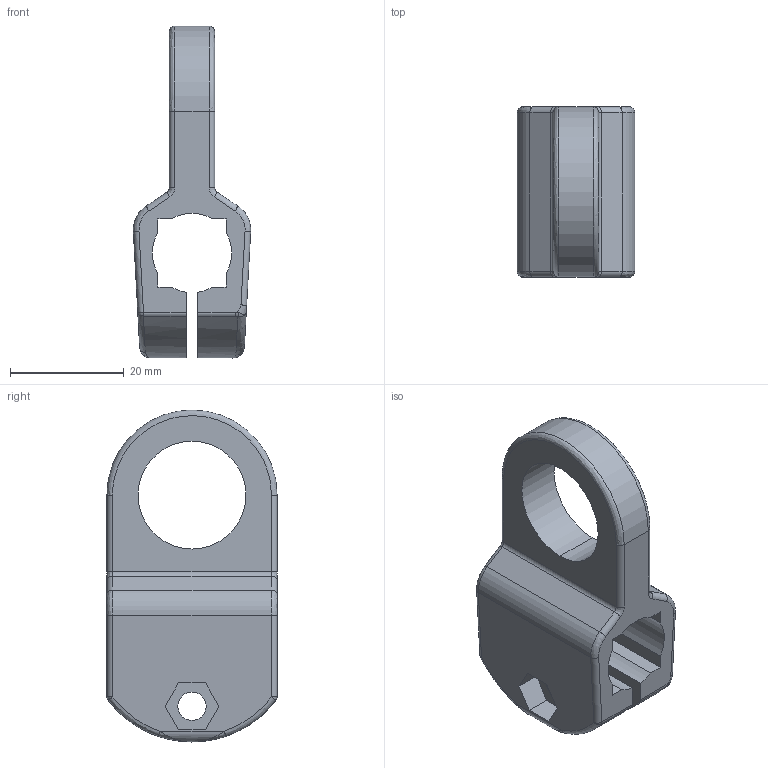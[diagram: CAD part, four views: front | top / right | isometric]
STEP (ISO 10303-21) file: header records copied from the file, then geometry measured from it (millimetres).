
FILE_DESCRIPTION (( 'STEP AP214' ), '1' );
FILE_NAME ('Rexnord-S0341-S0341 -67385.STEP', '2021-12-10T12:12:32', ( '' ), ( '' ), 'SwSTEP 2.0', 'SolidWorks 2021', '' );
FILE_SCHEMA (( 'AUTOMOTIVE_DESIGN' ));
Length unit declared in the file: millimetre
Products named in the file (2): Rexnord-S0341-S0341 -67385_S0341_67385; Rexnord-S0341-S0341 -67385
Assembly tree (1 placements, depth 2):
  Rexnord-S0341-S0341 -67385
    Rexnord-S0341-S0341 -67385_S0341_67385
Bounding box: 20.69 x 30 x 58.5 mm (x, y, z)
Volume: 13053.3 mm3; surface area: 7048.9 mm2
Topology: 1 solids, 1 shells, 94 faces, 226 edges, 136 vertices
Faces by surface type: cylinder 40, bspline 28, plane 26
Entity records: 4561 total; most frequent: CARTESIAN_POINT 1443, ORIENTED_EDGE 452, DIRECTION 386, EDGE_CURVE 226, AXIS2_PLACEMENT_3D 140, VERTEX_POINT 136, VECTOR 106, LINE 106
